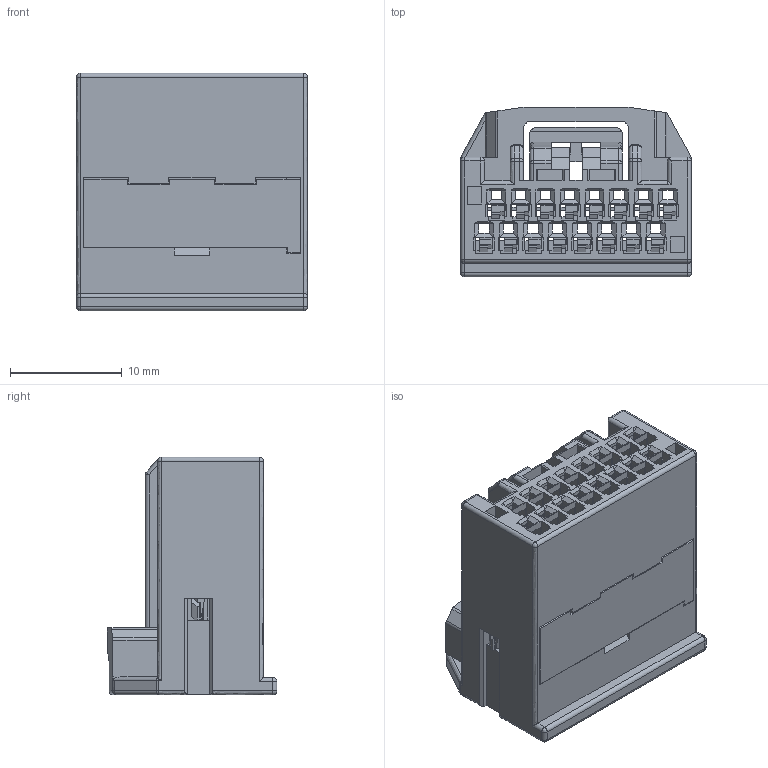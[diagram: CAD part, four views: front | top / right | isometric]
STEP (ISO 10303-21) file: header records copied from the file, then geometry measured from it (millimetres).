
FILE_DESCRIPTION( ('This file contains a STEP AP42 implementation' ,'as created by ZW3D STEP Interface translator.') ,'2;1' );
FILE_NAME( '72230-2FC016AB00BA1.stp' ,'231026.173044', (''), ('ZWCAD Software Co.'), 'Version 1.0', 'ZW3D to STEP translator', '' );
FILE_SCHEMA(('AUTOMOTIVE_DESIGN { 1 0 10303 214 1 1 1 1 }'));
Length unit declared in the file: millimetre
Products named in the file (2): 0; 72230-2FC016AB00BA1
Bounding box: 20.7 x 15.2 x 21.3 mm (x, y, z)
Volume: 2531 mm3; surface area: 6363.3 mm2
Topology: 1 solids, 1 shells, 1493 faces, 4449 edges, 2903 vertices
Faces by surface type: plane 1314, bspline 97, cylinder 54, sphere 28
Entity records: 63054 total; most frequent: CARTESIAN_POINT 28518, ORIENTED_EDGE 8898, EDGE_CURVE 4449, DIRECTION 3848, B_SPLINE_CURVE_WITH_KNOTS 3435, VERTEX_POINT 2903, EDGE_LOOP 1594, FACE_OUTER_BOUND 1493
